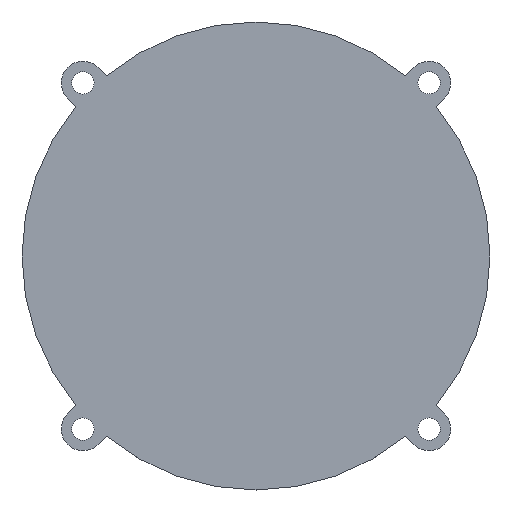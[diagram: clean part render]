
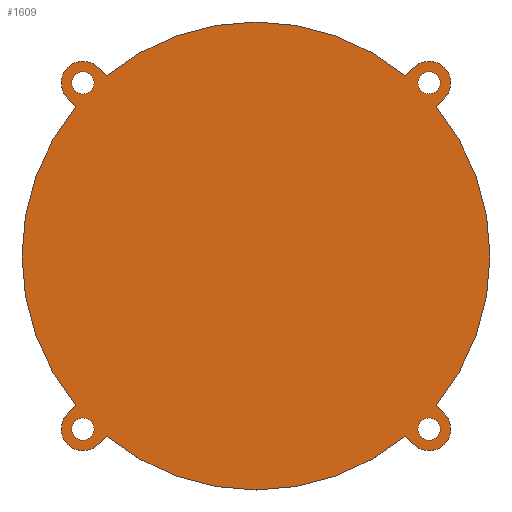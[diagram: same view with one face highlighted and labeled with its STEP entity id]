
A CAD part, top view. The second image highlights one B-rep face of the part: STEP entity #1609.
In plain terms, the highlighted planar face has unit normal (0, 0, 1).
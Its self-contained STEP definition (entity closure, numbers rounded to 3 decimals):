
#1191=FACE_BOUND('',#1252,.T.);
#1192=FACE_BOUND('',#1253,.T.);
#1193=FACE_BOUND('',#1254,.T.);
#1194=FACE_BOUND('',#1255,.T.);
#1207=PLANE('',#1730);
#1229=FACE_OUTER_BOUND('',#1251,.T.);
#1251=EDGE_LOOP('',(#1537,#1538,#1539,#1540,#1541,#1542,#1543,#1544,#1545,
#1546,#1547,#1548,#1549,#1550,#1551,#1552));
#1252=EDGE_LOOP('',(#1553));
#1253=EDGE_LOOP('',(#1554));
#1254=EDGE_LOOP('',(#1555));
#1255=EDGE_LOOP('',(#1556));
#1267=LINE('',#2794,#1303);
#1271=LINE('',#2806,#1307);
#1275=LINE('',#2818,#1311);
#1279=LINE('',#2830,#1315);
#1283=LINE('',#2842,#1319);
#1287=LINE('',#2854,#1323);
#1291=LINE('',#2866,#1327);
#1295=LINE('',#2878,#1331);
#1303=VECTOR('',#2072,1.);
#1307=VECTOR('',#2084,1.);
#1311=VECTOR('',#2096,1.);
#1315=VECTOR('',#2108,1.);
#1319=VECTOR('',#2120,1.);
#1323=VECTOR('',#2132,1.);
#1327=VECTOR('',#2144,1.);
#1331=VECTOR('',#2156,1.);
#1333=CIRCLE('',#1687,1.55);
#1335=CIRCLE('',#1690,1.55);
#1337=CIRCLE('',#1693,1.55);
#1339=CIRCLE('',#1696,1.55);
#1342=CIRCLE('',#1701,3.);
#1344=CIRCLE('',#1705,32.5);
#1346=CIRCLE('',#1709,3.);
#1348=CIRCLE('',#1713,32.5);
#1350=CIRCLE('',#1717,3.);
#1352=CIRCLE('',#1721,32.5);
#1354=CIRCLE('',#1725,3.);
#1356=CIRCLE('',#1729,32.5);
#1357=VERTEX_POINT('',#2764);
#1359=VERTEX_POINT('',#2770);
#1361=VERTEX_POINT('',#2776);
#1363=VERTEX_POINT('',#2782);
#1367=VERTEX_POINT('',#2791);
#1368=VERTEX_POINT('',#2793);
#1370=VERTEX_POINT('',#2799);
#1372=VERTEX_POINT('',#2805);
#1374=VERTEX_POINT('',#2811);
#1376=VERTEX_POINT('',#2817);
#1378=VERTEX_POINT('',#2823);
#1380=VERTEX_POINT('',#2829);
#1382=VERTEX_POINT('',#2835);
#1384=VERTEX_POINT('',#2841);
#1386=VERTEX_POINT('',#2847);
#1388=VERTEX_POINT('',#2853);
#1390=VERTEX_POINT('',#2859);
#1392=VERTEX_POINT('',#2865);
#1394=VERTEX_POINT('',#2871);
#1396=VERTEX_POINT('',#2877);
#1397=EDGE_CURVE('',#1357,#1357,#1333,.T.);
#1400=EDGE_CURVE('',#1359,#1359,#1335,.T.);
#1403=EDGE_CURVE('',#1361,#1361,#1337,.T.);
#1406=EDGE_CURVE('',#1363,#1363,#1339,.T.);
#1411=EDGE_CURVE('',#1368,#1367,#1267,.T.);
#1414=EDGE_CURVE('',#1370,#1368,#1342,.T.);
#1417=EDGE_CURVE('',#1372,#1370,#1271,.T.);
#1420=EDGE_CURVE('',#1374,#1372,#1344,.T.);
#1423=EDGE_CURVE('',#1376,#1374,#1275,.T.);
#1426=EDGE_CURVE('',#1378,#1376,#1346,.T.);
#1429=EDGE_CURVE('',#1380,#1378,#1279,.T.);
#1432=EDGE_CURVE('',#1382,#1380,#1348,.T.);
#1435=EDGE_CURVE('',#1384,#1382,#1283,.T.);
#1438=EDGE_CURVE('',#1386,#1384,#1350,.T.);
#1441=EDGE_CURVE('',#1388,#1386,#1287,.T.);
#1444=EDGE_CURVE('',#1390,#1388,#1352,.T.);
#1447=EDGE_CURVE('',#1392,#1390,#1291,.T.);
#1450=EDGE_CURVE('',#1394,#1392,#1354,.T.);
#1453=EDGE_CURVE('',#1396,#1394,#1295,.T.);
#1456=EDGE_CURVE('',#1367,#1396,#1356,.T.);
#1537=ORIENTED_EDGE('',*,*,#1456,.T.);
#1538=ORIENTED_EDGE('',*,*,#1453,.T.);
#1539=ORIENTED_EDGE('',*,*,#1450,.T.);
#1540=ORIENTED_EDGE('',*,*,#1447,.T.);
#1541=ORIENTED_EDGE('',*,*,#1444,.T.);
#1542=ORIENTED_EDGE('',*,*,#1441,.T.);
#1543=ORIENTED_EDGE('',*,*,#1438,.T.);
#1544=ORIENTED_EDGE('',*,*,#1435,.T.);
#1545=ORIENTED_EDGE('',*,*,#1432,.T.);
#1546=ORIENTED_EDGE('',*,*,#1429,.T.);
#1547=ORIENTED_EDGE('',*,*,#1426,.T.);
#1548=ORIENTED_EDGE('',*,*,#1423,.T.);
#1549=ORIENTED_EDGE('',*,*,#1420,.T.);
#1550=ORIENTED_EDGE('',*,*,#1417,.T.);
#1551=ORIENTED_EDGE('',*,*,#1414,.T.);
#1552=ORIENTED_EDGE('',*,*,#1411,.T.);
#1553=ORIENTED_EDGE('',*,*,#1406,.T.);
#1554=ORIENTED_EDGE('',*,*,#1403,.T.);
#1555=ORIENTED_EDGE('',*,*,#1400,.T.);
#1556=ORIENTED_EDGE('',*,*,#1397,.T.);
#1609=ADVANCED_FACE('',(#1229,#1191,#1192,#1193,#1194),#1207,.T.);
#1687=AXIS2_PLACEMENT_3D('',#2765,#2042,#2043);
#1690=AXIS2_PLACEMENT_3D('',#2771,#2049,#2050);
#1693=AXIS2_PLACEMENT_3D('',#2777,#2056,#2057);
#1696=AXIS2_PLACEMENT_3D('',#2783,#2063,#2064);
#1701=AXIS2_PLACEMENT_3D('',#2800,#2078,#2079);
#1705=AXIS2_PLACEMENT_3D('',#2812,#2090,#2091);
#1709=AXIS2_PLACEMENT_3D('',#2824,#2102,#2103);
#1713=AXIS2_PLACEMENT_3D('',#2836,#2114,#2115);
#1717=AXIS2_PLACEMENT_3D('',#2848,#2126,#2127);
#1721=AXIS2_PLACEMENT_3D('',#2860,#2138,#2139);
#1725=AXIS2_PLACEMENT_3D('',#2872,#2150,#2151);
#1729=AXIS2_PLACEMENT_3D('',#2882,#2162,#2163);
#1730=AXIS2_PLACEMENT_3D('',#2883,#2164,#2165);
#2042=DIRECTION('center_axis',(0.,0.,-1.));
#2043=DIRECTION('ref_axis',(0.,-1.,0.));
#2049=DIRECTION('center_axis',(0.,0.,-1.));
#2050=DIRECTION('ref_axis',(0.,-1.,0.));
#2056=DIRECTION('center_axis',(0.,0.,-1.));
#2057=DIRECTION('ref_axis',(0.,-1.,0.));
#2063=DIRECTION('center_axis',(0.,0.,-1.));
#2064=DIRECTION('ref_axis',(0.,-1.,0.));
#2072=DIRECTION('',(-0.707,-0.707,0.));
#2078=DIRECTION('center_axis',(0.,0.,1.));
#2079=DIRECTION('ref_axis',(-0.707,0.707,0.));
#2084=DIRECTION('',(0.707,0.707,0.));
#2090=DIRECTION('center_axis',(0.,0.,1.));
#2091=DIRECTION('ref_axis',(0.769,0.639,0.));
#2096=DIRECTION('',(-0.707,0.707,0.));
#2102=DIRECTION('center_axis',(0.,0.,1.));
#2103=DIRECTION('ref_axis',(0.707,0.707,0.));
#2108=DIRECTION('',(0.707,-0.707,0.));
#2114=DIRECTION('center_axis',(0.,0.,1.));
#2115=DIRECTION('ref_axis',(0.639,-0.769,0.));
#2120=DIRECTION('',(0.707,0.707,0.));
#2126=DIRECTION('center_axis',(0.,0.,1.));
#2127=DIRECTION('ref_axis',(0.707,-0.707,0.));
#2132=DIRECTION('',(-0.707,-0.707,0.));
#2138=DIRECTION('center_axis',(0.,0.,1.));
#2139=DIRECTION('ref_axis',(-0.769,-0.639,0.));
#2144=DIRECTION('',(0.707,-0.707,0.));
#2150=DIRECTION('center_axis',(0.,0.,1.));
#2151=DIRECTION('ref_axis',(-0.707,-0.707,0.));
#2156=DIRECTION('',(-0.707,0.707,0.));
#2162=DIRECTION('center_axis',(0.,0.,1.));
#2163=DIRECTION('ref_axis',(-0.639,0.769,0.));
#2164=DIRECTION('center_axis',(0.,0.,1.));
#2165=DIRECTION('ref_axis',(1.,0.,0.));
#2764=CARTESIAN_POINT('',(24.05,25.6,2.51));
#2765=CARTESIAN_POINT('Origin',(24.05,24.05,2.51));
#2770=CARTESIAN_POINT('',(-24.042,25.592,2.51));
#2771=CARTESIAN_POINT('Origin',(-24.042,24.042,2.51));
#2776=CARTESIAN_POINT('',(24.042,-22.492,2.51));
#2777=CARTESIAN_POINT('Origin',(24.042,-24.042,2.51));
#2782=CARTESIAN_POINT('',(-24.042,-22.492,2.51));
#2783=CARTESIAN_POINT('Origin',(-24.042,-24.042,2.51));
#2791=CARTESIAN_POINT('',(20.762,25.004,2.51));
#2793=CARTESIAN_POINT('',(21.92,26.163,2.51));
#2794=CARTESIAN_POINT('',(20.762,25.004,2.51));
#2799=CARTESIAN_POINT('',(26.163,21.92,2.51));
#2800=CARTESIAN_POINT('Origin',(24.042,24.042,2.51));
#2805=CARTESIAN_POINT('',(25.004,20.762,2.51));
#2806=CARTESIAN_POINT('',(26.163,21.92,2.51));
#2811=CARTESIAN_POINT('',(25.004,-20.762,2.51));
#2812=CARTESIAN_POINT('Origin',(0.,0.,2.51));
#2817=CARTESIAN_POINT('',(26.163,-21.92,2.51));
#2818=CARTESIAN_POINT('',(25.004,-20.762,2.51));
#2823=CARTESIAN_POINT('',(21.92,-26.163,2.51));
#2824=CARTESIAN_POINT('Origin',(24.042,-24.042,2.51));
#2829=CARTESIAN_POINT('',(20.762,-25.004,2.51));
#2830=CARTESIAN_POINT('',(21.92,-26.163,2.51));
#2835=CARTESIAN_POINT('',(-20.762,-25.004,2.51));
#2836=CARTESIAN_POINT('Origin',(0.,0.,2.51));
#2841=CARTESIAN_POINT('',(-21.92,-26.163,2.51));
#2842=CARTESIAN_POINT('',(-20.762,-25.004,2.51));
#2847=CARTESIAN_POINT('',(-26.163,-21.92,2.51));
#2848=CARTESIAN_POINT('Origin',(-24.042,-24.042,2.51));
#2853=CARTESIAN_POINT('',(-25.004,-20.762,2.51));
#2854=CARTESIAN_POINT('',(-26.163,-21.92,2.51));
#2859=CARTESIAN_POINT('',(-25.004,20.762,2.51));
#2860=CARTESIAN_POINT('Origin',(0.,0.,2.51));
#2865=CARTESIAN_POINT('',(-26.163,21.92,2.51));
#2866=CARTESIAN_POINT('',(-25.004,20.762,2.51));
#2871=CARTESIAN_POINT('',(-21.92,26.163,2.51));
#2872=CARTESIAN_POINT('Origin',(-24.042,24.042,2.51));
#2877=CARTESIAN_POINT('',(-20.762,25.004,2.51));
#2878=CARTESIAN_POINT('',(-21.92,26.163,2.51));
#2882=CARTESIAN_POINT('Origin',(0.,0.,2.51));
#2883=CARTESIAN_POINT('Origin',(0.,0.,2.51));
